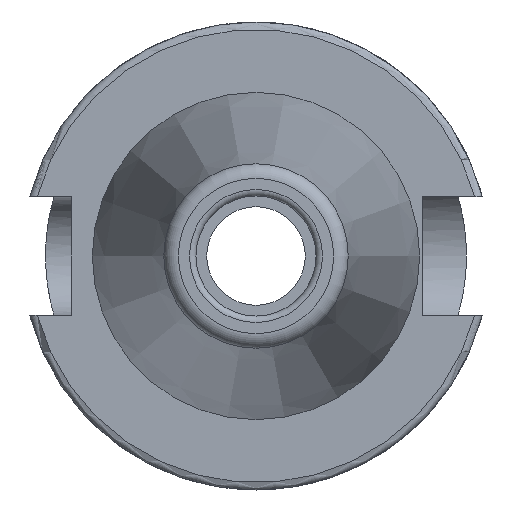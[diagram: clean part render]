
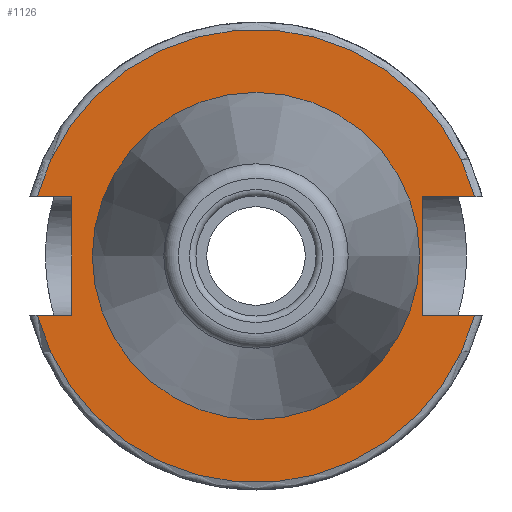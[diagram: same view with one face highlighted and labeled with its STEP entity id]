
A CAD part, left-side view. The second image highlights one B-rep face of the part: STEP entity #1126.
In plain terms, the highlighted planar face has unit normal (-1, 0, 0).
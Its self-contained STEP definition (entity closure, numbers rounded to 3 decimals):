
#15=FACE_BOUND('',#229,.T.);
#78=CIRCLE('',#1222,30.775);
#79=CIRCLE('',#1223,30.775);
#80=CIRCLE('',#1224,22.225);
#81=CIRCLE('',#1225,22.225);
#168=FACE_OUTER_BOUND('',#228,.T.);
#228=EDGE_LOOP('',(#810,#811,#812,#813,#814,#815,#816,#817));
#229=EDGE_LOOP('',(#818,#819));
#319=LINE('',#1705,#373);
#331=LINE('',#1812,#385);
#333=LINE('',#1816,#387);
#340=LINE('',#1911,#394);
#341=LINE('',#1913,#395);
#342=LINE('',#1915,#396);
#373=VECTOR('',#1347,10.);
#385=VECTOR('',#1361,10.);
#387=VECTOR('',#1367,10.);
#394=VECTOR('',#1430,10.);
#395=VECTOR('',#1431,10.);
#396=VECTOR('',#1432,10.);
#427=VERTEX_POINT('',#1702);
#428=VERTEX_POINT('',#1704);
#449=VERTEX_POINT('',#1800);
#450=VERTEX_POINT('',#1811);
#466=VERTEX_POINT('',#1908);
#467=VERTEX_POINT('',#1910);
#468=VERTEX_POINT('',#1912);
#469=VERTEX_POINT('',#1914);
#470=VERTEX_POINT('',#1917);
#471=VERTEX_POINT('',#1918);
#553=EDGE_CURVE('',#428,#427,#319,.T.);
#575=EDGE_CURVE('',#450,#449,#331,.T.);
#578=EDGE_CURVE('',#427,#450,#333,.T.);
#606=EDGE_CURVE('',#466,#449,#78,.T.);
#607=EDGE_CURVE('',#466,#467,#340,.T.);
#608=EDGE_CURVE('',#467,#468,#341,.T.);
#609=EDGE_CURVE('',#468,#469,#342,.T.);
#610=EDGE_CURVE('',#428,#469,#79,.T.);
#611=EDGE_CURVE('',#470,#471,#80,.T.);
#612=EDGE_CURVE('',#471,#470,#81,.T.);
#810=ORIENTED_EDGE('',*,*,#553,.T.);
#811=ORIENTED_EDGE('',*,*,#578,.T.);
#812=ORIENTED_EDGE('',*,*,#575,.T.);
#813=ORIENTED_EDGE('',*,*,#606,.F.);
#814=ORIENTED_EDGE('',*,*,#607,.T.);
#815=ORIENTED_EDGE('',*,*,#608,.T.);
#816=ORIENTED_EDGE('',*,*,#609,.T.);
#817=ORIENTED_EDGE('',*,*,#610,.F.);
#818=ORIENTED_EDGE('',*,*,#611,.T.);
#819=ORIENTED_EDGE('',*,*,#612,.T.);
#1097=PLANE('',#1221);
#1126=ADVANCED_FACE('',(#168,#15),#1097,.T.);
#1221=AXIS2_PLACEMENT_3D('',#1907,#1426,#1427);
#1222=AXIS2_PLACEMENT_3D('',#1909,#1428,#1429);
#1223=AXIS2_PLACEMENT_3D('',#1916,#1433,#1434);
#1224=AXIS2_PLACEMENT_3D('',#1919,#1435,#1436);
#1225=AXIS2_PLACEMENT_3D('',#1920,#1437,#1438);
#1347=DIRECTION('',(0.,1.,0.));
#1361=DIRECTION('',(0.,-1.,0.));
#1367=DIRECTION('',(0.,0.,1.));
#1426=DIRECTION('center_axis',(-1.,0.,0.));
#1427=DIRECTION('ref_axis',(0.,0.,1.));
#1428=DIRECTION('center_axis',(1.,0.,0.));
#1429=DIRECTION('ref_axis',(0.,0.,-1.));
#1430=DIRECTION('',(0.,-1.,0.));
#1431=DIRECTION('',(0.,0.,-1.));
#1432=DIRECTION('',(0.,1.,0.));
#1433=DIRECTION('center_axis',(1.,0.,0.));
#1434=DIRECTION('ref_axis',(0.,0.,-1.));
#1435=DIRECTION('center_axis',(1.,0.,0.));
#1436=DIRECTION('ref_axis',(0.,0.,-1.));
#1437=DIRECTION('center_axis',(1.,0.,0.));
#1438=DIRECTION('ref_axis',(0.,0.,-1.));
#1702=CARTESIAN_POINT('',(3.175,-22.6,-8.065));
#1704=CARTESIAN_POINT('',(3.175,-29.699,-8.065));
#1705=CARTESIAN_POINT('',(3.175,-0.5,-8.065));
#1800=CARTESIAN_POINT('',(3.175,-29.699,8.065));
#1811=CARTESIAN_POINT('',(3.175,-22.6,8.065));
#1812=CARTESIAN_POINT('',(3.175,-0.5,8.065));
#1816=CARTESIAN_POINT('',(3.175,-22.6,0.));
#1907=CARTESIAN_POINT('Origin',(3.175,30.775,0.));
#1908=CARTESIAN_POINT('',(3.175,29.699,8.065));
#1909=CARTESIAN_POINT('Origin',(3.175,0.,
0.));
#1910=CARTESIAN_POINT('',(3.175,25.,8.065));
#1911=CARTESIAN_POINT('',(3.175,31.275,8.065));
#1912=CARTESIAN_POINT('',(3.175,25.,-8.065));
#1913=CARTESIAN_POINT('',(3.175,25.,0.));
#1914=CARTESIAN_POINT('',(3.175,29.699,-8.065));
#1915=CARTESIAN_POINT('',(3.175,31.275,-8.065));
#1916=CARTESIAN_POINT('Origin',(3.175,0.,
0.));
#1917=CARTESIAN_POINT('',(3.175,22.225,0.));
#1918=CARTESIAN_POINT('',(3.175,-22.225,0.));
#1919=CARTESIAN_POINT('Origin',(3.175,0.,
0.));
#1920=CARTESIAN_POINT('Origin',(3.175,0.,
0.));
